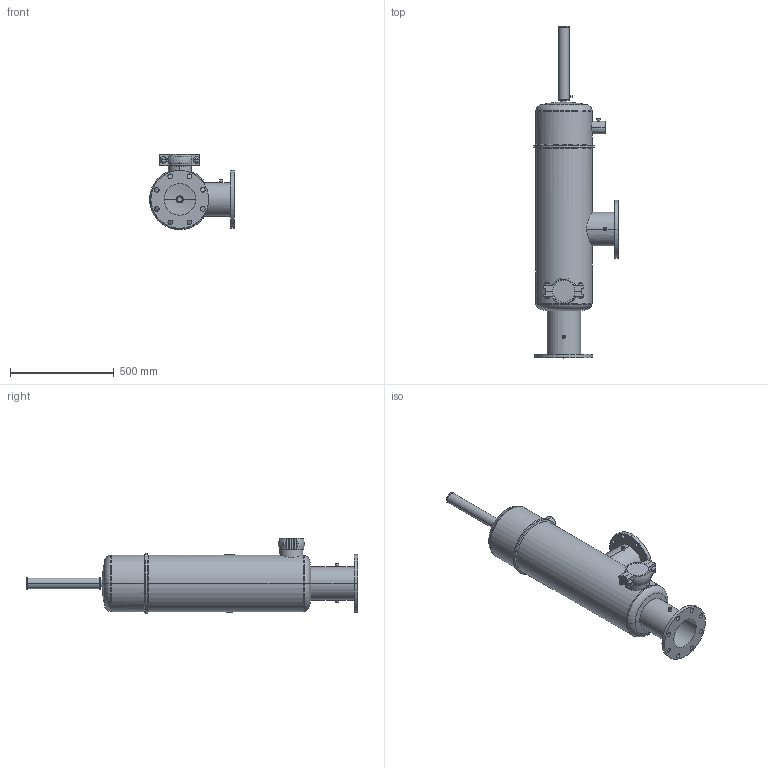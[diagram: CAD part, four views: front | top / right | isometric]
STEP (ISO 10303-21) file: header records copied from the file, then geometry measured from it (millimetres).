
FILE_DESCRIPTION (( 'STEP AP203' ), '1' );
FILE_NAME ('CXL6-90.STEP', '2020-09-25T10:11:46', ( '' ), ( '' ), 'SwSTEP 2.0', 'SolidWorks 2018', '' );
FILE_SCHEMA (( 'CONFIG_CONTROL_DESIGN' ));
Length unit declared in the file: inch
Products named in the file (1): CXL6-90
Bounding box: 409.57 x 1602.99 x 363.43 mm (x, y, z)
Volume: 7961465.6 mm3; surface area: 2609385.3 mm2
Topology: 10 solids, 10 shells, 287 faces, 690 edges, 436 vertices
Faces by surface type: cylinder 136, plane 89, cone 32, torus 26, sphere 4
Entity records: 10404 total; most frequent: CARTESIAN_POINT 3441, DIRECTION 1484, ORIENTED_EDGE 1380, EDGE_CURVE 690, AXIS2_PLACEMENT_3D 604, VERTEX_POINT 436, EDGE_LOOP 364, CIRCLE 316
